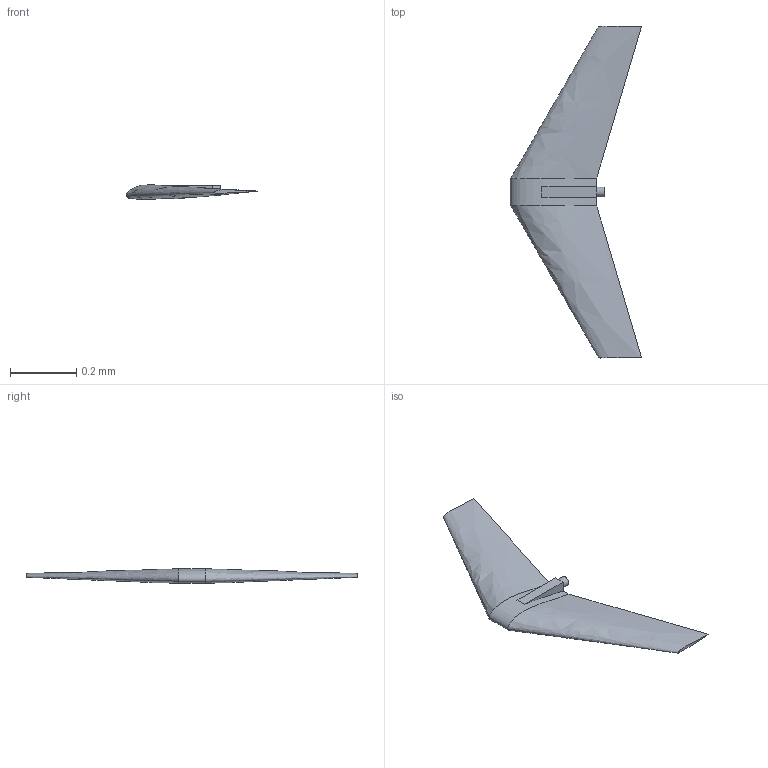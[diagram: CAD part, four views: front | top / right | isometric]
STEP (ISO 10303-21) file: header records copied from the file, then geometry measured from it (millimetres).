
FILE_DESCRIPTION(('Open CASCADE Model'),'2;1');
FILE_NAME('Open CASCADE Shape Model','2023-05-19T22:01:18',('Author'),( 'Open CASCADE'),'ParaPy 1.10.0 - Open CASCADE STEP processor 7.3', 'ParaPy 1.10.0 - Open CASCADE 7.3','Unknown');
FILE_SCHEMA(('AUTOMOTIVE_DESIGN { 1 0 10303 214 1 1 1 1 }'));
Length unit declared in the file: millimetre
Products named in the file (5): body; left_wing; right_wing; motor; motor_mount
Bounding box: 0.39 x 1 x 0.04 mm (x, y, z)
Volume: 0 mm3; surface area: 0.5 mm2
Topology: 5 solids, 5 shells, 17 faces, 21 edges, 14 vertices
Faces by surface type: plane 12, bspline 4, cylinder 1
Full cylindrical faces by diameter (mm): 0.029 x1
Entity records: 1239 total; most frequent: CARTESIAN_POINT 692, DIRECTION 68, ORIENTED_EDGE 42, PCURVE 42, DEFINITIONAL_REPRESENTATION 42, LINE 34, VECTOR 34, B_SPLINE_CURVE_WITH_KNOTS 25
